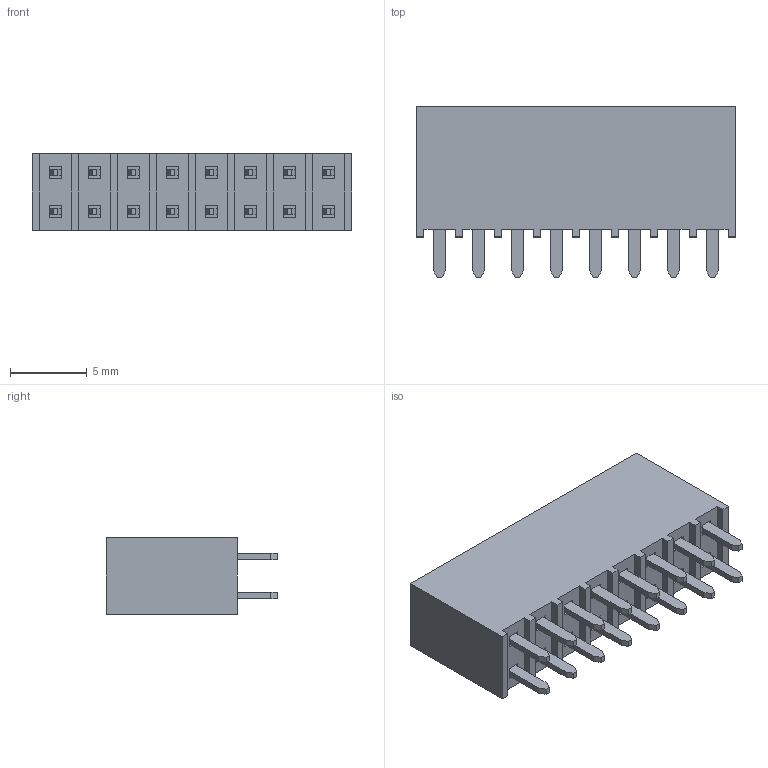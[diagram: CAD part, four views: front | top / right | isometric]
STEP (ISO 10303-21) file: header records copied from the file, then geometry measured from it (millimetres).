
FILE_DESCRIPTION(/* description */ ('STEP AP214'),/* implementation_level */ '2;1');
FILE_NAME(/* name */ 'SSW-108-01-F-D',/* time_stamp */ '2025-08-08T16:25:46+02:00',/* author */ ('License CC BY-ND 4.0'),/* organization */ ('CADENAS'),/* preprocessor_version */ 'ST-DEVELOPER v19.3',/* originating_system */ 'PARTsolutions',/* authorisation */ ' ');
FILE_SCHEMA (('AUTOMOTIVE_DESIGN {1 0 10303 214 3 1 1}'));
Length unit declared in the file: inch
Products named in the file (3): SSW-108-01-F-D; T1SSW-108-01-F-D; P2SSW-108-01-F-D
Assembly tree (2 placements, depth 2):
  SSW-108-01-F-D
    T1SSW-108-01-F-D
    P2SSW-108-01-F-D
Bounding box: 20.83 x 11.15 x 4.95 mm (x, y, z)
Volume: 783.9 mm3; surface area: 1328.3 mm2
Topology: 2 solids, 2 shells, 220 faces, 600 edges, 400 vertices
Faces by surface type: plane 220
Entity records: 6946 total; most frequent: CARTESIAN_POINT 1223, ORIENTED_EDGE 1200, DIRECTION 1046, EDGE_CURVE 600, LINE 600, VECTOR 600, VERTEX_POINT 400, EDGE_LOOP 268
